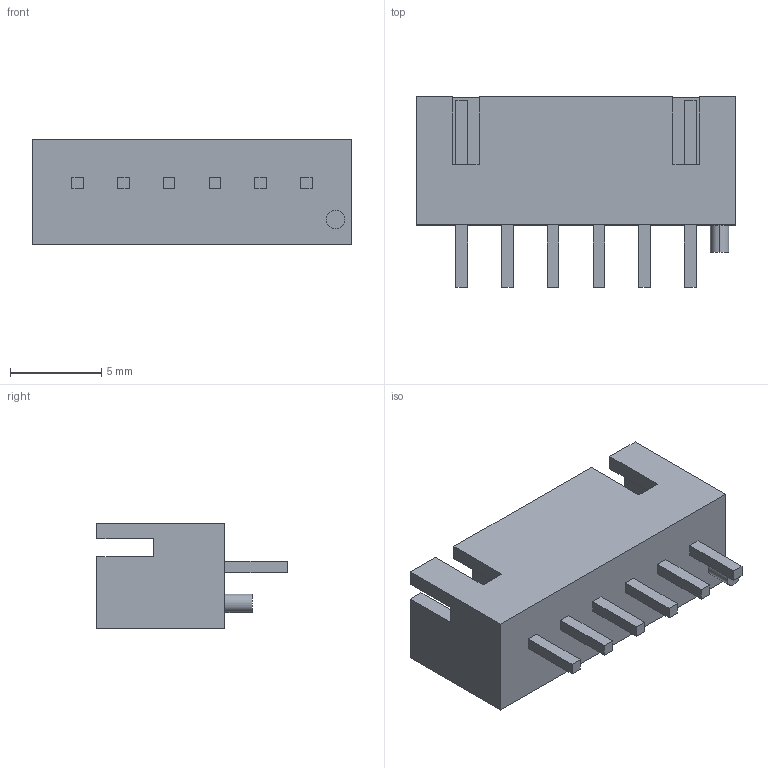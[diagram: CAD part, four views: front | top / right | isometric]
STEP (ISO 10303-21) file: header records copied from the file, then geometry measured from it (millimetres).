
FILE_DESCRIPTION (( 'STEP AP214' ), '1' );
FILE_NAME ('B6B-XH-AM.STEP', '2020-06-11T00:18:48', ( '' ), ( '' ), 'SwSTEP 2.0', 'SolidWorks 2017', '' );
FILE_SCHEMA (( 'AUTOMOTIVE_DESIGN' ));
Length unit declared in the file: millimetre
Products named in the file (1): B6B-XH-AM
Bounding box: 17.4 x 10.4 x 5.75 mm (x, y, z)
Volume: 404.3 mm3; surface area: 825.3 mm2
Topology: 1 solids, 1 shells, 87 faces, 216 edges, 144 vertices
Faces by surface type: plane 85, cylinder 2
Entity records: 3228 total; most frequent: CARTESIAN_POINT 448, ORIENTED_EDGE 432, DIRECTION 396, EDGE_CURVE 216, LINE 212, VECTOR 212, VERTEX_POINT 144, EDGE_LOOP 100
